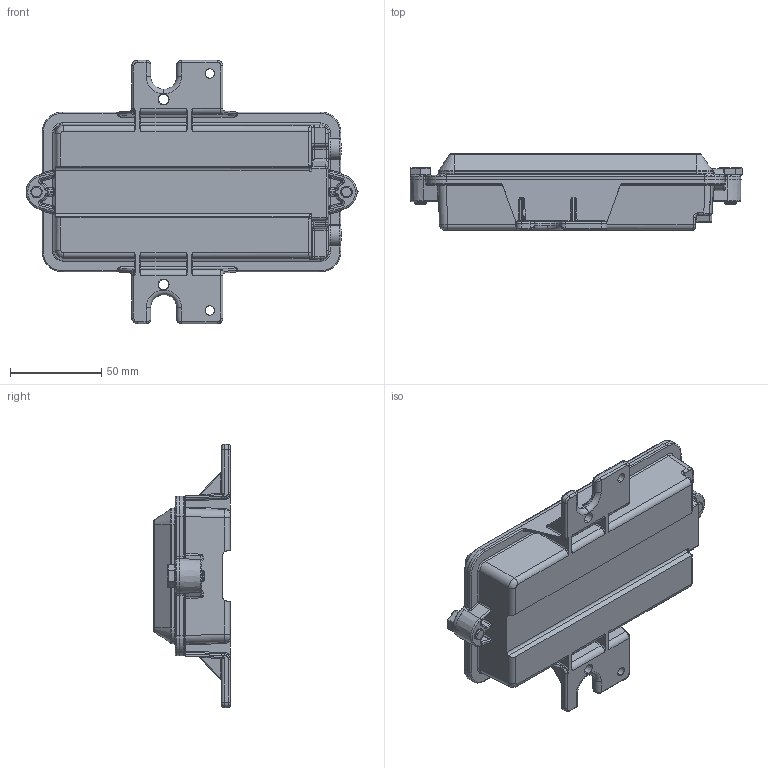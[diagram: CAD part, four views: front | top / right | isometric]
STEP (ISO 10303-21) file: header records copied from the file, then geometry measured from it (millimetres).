
FILE_DESCRIPTION (( 'STEP AP214' ), '1' );
FILE_NAME ('1101-971-E.STEP', '2019-01-24T22:44:38', ( '' ), ( '' ), 'SwSTEP 2.0', 'SolidWorks 2018', '' );
FILE_SCHEMA (( 'AUTOMOTIVE_DESIGN' ));
Length unit declared in the file: inch
Products named in the file (14): 2004-173; 1000-1284; 2003-2371; Water Proof Seal^2004-173; 2004-149-AL; 2102-478; 1101-971-E
Assembly tree (8 placements, depth 4):
  2003-2371
  2004-149-AL
  2102-478
  1101-971-E
    1000-1284
      2004-173
        2004-173
        Water Proof Seal^2004-173
      2004-149-AL
      2102-478  x2
    2003-2371
  Water Proof Seal^2004-173
Bounding box: 182.03 x 41.86 x 144.46 mm (x, y, z)
Volume: 122444.5 mm3; surface area: 115049.6 mm2
Topology: 7 solids, 7 shells, 3278 faces, 8273 edges, 5145 vertices
Faces by surface type: plane 1448, bspline 830, cylinder 683, torus 143, cone 114, sphere 60
Entity records: 128620 total; most frequent: CARTESIAN_POINT 51421, ORIENTED_EDGE 16092, DIRECTION 12330, EDGE_CURVE 8046, VERTEX_POINT 5057, LINE 4856, VECTOR 4856, AXIS2_PLACEMENT_3D 3737
